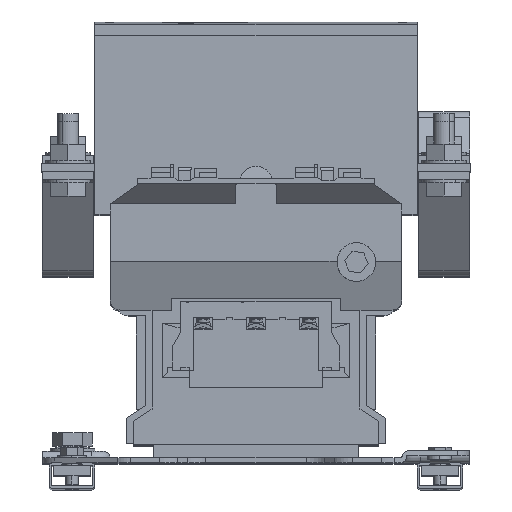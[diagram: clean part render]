
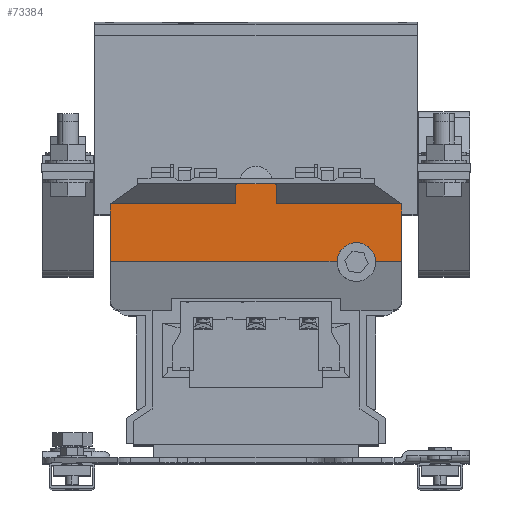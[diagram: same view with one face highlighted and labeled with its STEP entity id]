
A CAD part, top view. The second image highlights one B-rep face of the part: STEP entity #73384.
In plain terms, the highlighted planar face has unit normal (0, 0, 1).
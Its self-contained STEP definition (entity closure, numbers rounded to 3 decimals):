
#414 = CIRCLE ( 'NONE', #19029, 1. ) ;
#518 = VECTOR ( 'NONE', #50584, 1000. ) ;
#1461 = AXIS2_PLACEMENT_3D ( 'NONE', #35553, #53635, #115924 ) ;
#1655 = VERTEX_POINT ( 'NONE', #72335 ) ;
#1762 = DIRECTION ( 'NONE',  ( 1., 0., 0. ) ) ;
#1780 = CARTESIAN_POINT ( 'NONE',  ( -71.5, 99., 310. ) ) ;
#5036 = DIRECTION ( 'NONE',  ( 1., 0., 0. ) ) ;
#5881 = VERTEX_POINT ( 'NONE', #53525 ) ;
#7646 = CARTESIAN_POINT ( 'NONE',  ( 71.5, 99., 310. ) ) ;
#11980 = EDGE_CURVE ( 'NONE', #1655, #17909, #62204, .T. ) ;
#12682 = CARTESIAN_POINT ( 'NONE',  ( -9., 136., 310. ) ) ;
#15017 = ORIENTED_EDGE ( 'NONE', *, *, #22540, .T. ) ;
#17909 = VERTEX_POINT ( 'NONE', #47652 ) ;
#19029 = AXIS2_PLACEMENT_3D ( 'NONE', #12682, #75467, #21680 ) ;
#19213 = DIRECTION ( 'NONE',  ( 0., 0., 1. ) ) ;
#21082 = VERTEX_POINT ( 'NONE', #77722 ) ;
#21680 = DIRECTION ( 'NONE',  ( -1., 0., 0. ) ) ;
#22540 = EDGE_CURVE ( 'NONE', #5881, #107741, #414, .T. ) ;
#23550 = DIRECTION ( 'NONE',  ( 0., 1., 0. ) ) ;
#24431 = EDGE_CURVE ( 'NONE', #39813, #21082, #79897, .T. ) ;
#26025 = CARTESIAN_POINT ( 'NONE',  ( -71.5, 127., 310. ) ) ;
#26639 = EDGE_CURVE ( 'NONE', #1655, #39813, #108029, .T. ) ;
#29367 = VECTOR ( 'NONE', #32422, 1000. ) ;
#32247 = LINE ( 'NONE', #1780, #74348 ) ;
#32422 = DIRECTION ( 'NONE',  ( 0., 1., 0. ) ) ;
#33937 = VECTOR ( 'NONE', #1762, 1000. ) ;
#35553 = CARTESIAN_POINT ( 'NONE',  ( -71.5, 127., 310. ) ) ;
#35614 = CARTESIAN_POINT ( 'NONE',  ( 9., 137., 310. ) ) ;
#36317 = LINE ( 'NONE', #26025, #37553 ) ;
#36381 = CARTESIAN_POINT ( 'NONE',  ( -10., 127., 310. ) ) ;
#36906 = CARTESIAN_POINT ( 'NONE',  ( -71.5, 99., 310. ) ) ;
#37553 = VECTOR ( 'NONE', #79741, 1000. ) ;
#38187 = FACE_OUTER_BOUND ( 'NONE', #78837, .T. ) ;
#38434 = VERTEX_POINT ( 'NONE', #101640 ) ;
#38520 = CARTESIAN_POINT ( 'NONE',  ( -71.5, 127., 310. ) ) ;
#39274 = ORIENTED_EDGE ( 'NONE', *, *, #103365, .T. ) ;
#39644 = CARTESIAN_POINT ( 'NONE',  ( 10., 127., 310. ) ) ;
#39813 = VERTEX_POINT ( 'NONE', #7646 ) ;
#41602 = CARTESIAN_POINT ( 'NONE',  ( -10., 137., 310. ) ) ;
#46269 = CARTESIAN_POINT ( 'NONE',  ( 49.223, 98.537, 310. ) ) ;
#46608 = CARTESIAN_POINT ( 'NONE',  ( -10., 136., 310. ) ) ;
#47652 = CARTESIAN_POINT ( 'NONE',  ( 39.734, 99., 310. ) ) ;
#50584 = DIRECTION ( 'NONE',  ( -1., 0., 0. ) ) ;
#52287 = ORIENTED_EDGE ( 'NONE', *, *, #26639, .T. ) ;
#53525 = CARTESIAN_POINT ( 'NONE',  ( -9., 137., 310. ) ) ;
#53635 = DIRECTION ( 'NONE',  ( 0., 0., -1. ) ) ;
#54225 = DIRECTION ( 'NONE',  ( 1., 0., 0. ) ) ;
#54675 = DIRECTION ( 'NONE',  ( 0., -1., 0. ) ) ;
#55268 = DIRECTION ( 'NONE',  ( 1., 0., 0. ) ) ;
#56327 = EDGE_CURVE ( 'NONE', #110489, #21082, #80371, .T. ) ;
#56606 = VECTOR ( 'NONE', #5036, 1000. ) ;
#58416 = LINE ( 'NONE', #108049, #61214 ) ;
#59057 = ORIENTED_EDGE ( 'NONE', *, *, #81491, .T. ) ;
#59758 = CARTESIAN_POINT ( 'NONE',  ( 10., 137., 310. ) ) ;
#60115 = VECTOR ( 'NONE', #23550, 1000. ) ;
#60935 = ORIENTED_EDGE ( 'NONE', *, *, #11980, .F. ) ;
#61006 = VECTOR ( 'NONE', #54225, 1000. ) ;
#61214 = VECTOR ( 'NONE', #54675, 1000. ) ;
#62204 = CIRCLE ( 'NONE', #97052, 9.5 ) ;
#62805 = CARTESIAN_POINT ( 'NONE',  ( -71.5, 127., 310. ) ) ;
#64888 = EDGE_CURVE ( 'NONE', #110489, #38434, #86640, .T. ) ;
#66603 = VERTEX_POINT ( 'NONE', #36381 ) ;
#68480 = EDGE_CURVE ( 'NONE', #83712, #91939, #36317, .T. ) ;
#72098 = LINE ( 'NONE', #41602, #518 ) ;
#72335 = CARTESIAN_POINT ( 'NONE',  ( 58.712, 99., 310. ) ) ;
#73038 = CARTESIAN_POINT ( 'NONE',  ( 9., 136., 310. ) ) ;
#73165 = ORIENTED_EDGE ( 'NONE', *, *, #24431, .T. ) ;
#73384 = ADVANCED_FACE ( 'NONE', ( #38187 ), #89139, .F. ) ;
#73550 = DIRECTION ( 'NONE',  ( 1., 0., 0. ) ) ;
#74348 = VECTOR ( 'NONE', #73550, 1000. ) ;
#75467 = DIRECTION ( 'NONE',  ( 0., 0., 1. ) ) ;
#77088 = CARTESIAN_POINT ( 'NONE',  ( 71.5, 127., 310. ) ) ;
#77722 = CARTESIAN_POINT ( 'NONE',  ( 71.5, 127., 310. ) ) ;
#78837 = EDGE_LOOP ( 'NONE', ( #39274, #15017, #108098, #83232, #107380, #59057, #60935, #52287, #73165, #109461, #88022, #82215 ) ) ;
#79741 = DIRECTION ( 'NONE',  ( 0., 1., 0. ) ) ;
#79897 = LINE ( 'NONE', #77088, #29367 ) ;
#80371 = LINE ( 'NONE', #103158, #56606 ) ;
#81491 = EDGE_CURVE ( 'NONE', #83712, #17909, #32247, .T. ) ;
#81976 = DIRECTION ( 'NONE',  ( -1., 0., 0. ) ) ;
#82215 = ORIENTED_EDGE ( 'NONE', *, *, #90025, .T. ) ;
#83232 = ORIENTED_EDGE ( 'NONE', *, *, #108534, .F. ) ;
#83712 = VERTEX_POINT ( 'NONE', #36906 ) ;
#84752 = LINE ( 'NONE', #62805, #61006 ) ;
#85924 = EDGE_CURVE ( 'NONE', #107741, #66603, #58416, .T. ) ;
#86428 = AXIS2_PLACEMENT_3D ( 'NONE', #73038, #19213, #81976 ) ;
#86640 = LINE ( 'NONE', #59758, #60115 ) ;
#88022 = ORIENTED_EDGE ( 'NONE', *, *, #64888, .T. ) ;
#89139 = PLANE ( 'NONE',  #1461 ) ;
#90025 = EDGE_CURVE ( 'NONE', #38434, #112011, #98243, .T. ) ;
#91939 = VERTEX_POINT ( 'NONE', #38520 ) ;
#97052 = AXIS2_PLACEMENT_3D ( 'NONE', #46269, #108640, #55268 ) ;
#98243 = CIRCLE ( 'NONE', #86428, 1. ) ;
#101640 = CARTESIAN_POINT ( 'NONE',  ( 10., 136., 310. ) ) ;
#103158 = CARTESIAN_POINT ( 'NONE',  ( -71.5, 127., 310. ) ) ;
#103365 = EDGE_CURVE ( 'NONE', #112011, #5881, #72098, .T. ) ;
#107380 = ORIENTED_EDGE ( 'NONE', *, *, #68480, .F. ) ;
#107741 = VERTEX_POINT ( 'NONE', #46608 ) ;
#108029 = LINE ( 'NONE', #108904, #33937 ) ;
#108049 = CARTESIAN_POINT ( 'NONE',  ( -10., 137., 310. ) ) ;
#108098 = ORIENTED_EDGE ( 'NONE', *, *, #85924, .T. ) ;
#108534 = EDGE_CURVE ( 'NONE', #91939, #66603, #84752, .T. ) ;
#108640 = DIRECTION ( 'NONE',  ( 0., 0., 1. ) ) ;
#108904 = CARTESIAN_POINT ( 'NONE',  ( -71.5, 99., 310. ) ) ;
#109461 = ORIENTED_EDGE ( 'NONE', *, *, #56327, .F. ) ;
#110489 = VERTEX_POINT ( 'NONE', #39644 ) ;
#112011 = VERTEX_POINT ( 'NONE', #35614 ) ;
#115924 = DIRECTION ( 'NONE',  ( -1., 0., 0. ) ) ;
